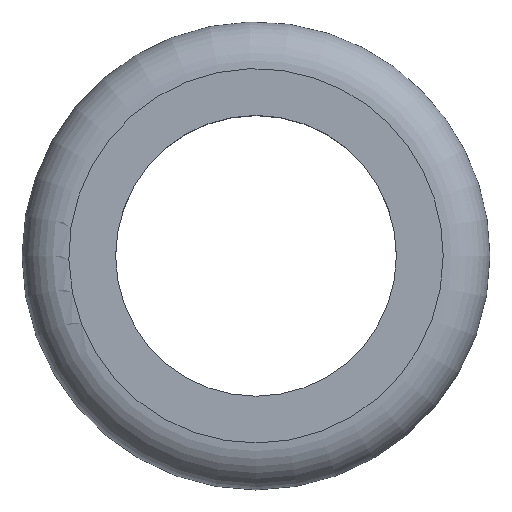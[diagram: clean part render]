
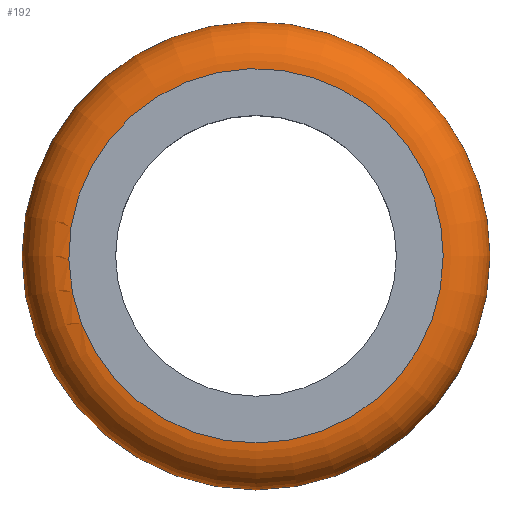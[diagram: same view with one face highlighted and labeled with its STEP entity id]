
A CAD part, top view. The second image highlights one B-rep face of the part: STEP entity #192.
In plain terms, the highlighted toroidal (fillet/blend) face has major radius 20 mm and minor radius 5 mm.
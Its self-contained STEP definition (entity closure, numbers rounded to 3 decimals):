
#86=CARTESIAN_POINT('',(25.,0.,-5.));
#87=VERTEX_POINT('',#86);
#88=CARTESIAN_POINT('',(-25.,0.,-5.));
#89=VERTEX_POINT('',#88);
#90=CARTESIAN_POINT('',(0.,0.,-5.));
#91=DIRECTION('',(1.,0.,0.));
#92=DIRECTION('',(-0.,0.,-1.));
#93=AXIS2_PLACEMENT_3D('',#90,#92,#91);
#94=CIRCLE('',#93,25.);
#95=EDGE_CURVE('',#87,#89,#94,.T.);
#107=CARTESIAN_POINT('',(7.725,23.776,-5.));
#108=VERTEX_POINT('',#107);
#109=CARTESIAN_POINT('',(0.,0.,-5.));
#110=DIRECTION('',(-1.,0.,0.));
#111=DIRECTION('',(0.,0.,-1.));
#112=AXIS2_PLACEMENT_3D('',#109,#111,#110);
#113=CIRCLE('',#112,25.);
#114=EDGE_CURVE('',#89,#108,#113,.T.);
#116=CARTESIAN_POINT('',(0.,0.,-5.));
#117=DIRECTION('',(0.309,0.951,0.));
#118=DIRECTION('',(0.,0.,-1.));
#119=AXIS2_PLACEMENT_3D('',#116,#118,#117);
#120=CIRCLE('',#119,25.);
#121=EDGE_CURVE('',#108,#87,#120,.T.);
#156=CARTESIAN_POINT('',(0.,0.,-5.));
#157=DIRECTION('',(0.309,0.951,0.));
#158=DIRECTION('',(0.,-0.,1.));
#159=AXIS2_PLACEMENT_3D('',#156,#158,#157);
#160=TOROIDAL_SURFACE('',#159,20.,5.);
#161=CARTESIAN_POINT('',(20.,0.,0.));
#162=VERTEX_POINT('',#161);
#163=CARTESIAN_POINT('',(6.18,19.021,0.));
#164=VERTEX_POINT('',#163);
#165=CARTESIAN_POINT('',(0.,0.,0.));
#166=DIRECTION('',(1.,0.,0.));
#167=DIRECTION('',(0.,0.,-1.));
#168=AXIS2_PLACEMENT_3D('',#165,#167,#166);
#169=CIRCLE('',#168,20.);
#170=EDGE_CURVE('',#162,#164,#169,.T.);
#171=ORIENTED_EDGE('E13',*,*,#170,.T.);
#172=CARTESIAN_POINT('',(6.18,19.021,-5.));
#173=DIRECTION('',(0.,0.,1.));
#174=DIRECTION('',(-0.951,0.309,0.));
#175=AXIS2_PLACEMENT_3D('',#172,#174,#173);
#176=CIRCLE('',#175,5.);
#177=EDGE_CURVE('',#164,#108,#176,.T.);
#178=ORIENTED_EDGE('E14',*,*,#177,.T.);
#179=ORIENTED_EDGE('E14',*,*,#114,.F.);
#180=ORIENTED_EDGE('E14',*,*,#95,.F.);
#181=ORIENTED_EDGE('E14',*,*,#121,.F.);
#182=ORIENTED_EDGE('E14',*,*,#177,.F.);
#183=CARTESIAN_POINT('',(0.,0.,0.));
#184=DIRECTION('',(0.309,0.951,0.));
#185=DIRECTION('',(0.,-0.,-1.));
#186=AXIS2_PLACEMENT_3D('',#183,#185,#184);
#187=CIRCLE('',#186,20.);
#188=EDGE_CURVE('',#164,#162,#187,.T.);
#189=ORIENTED_EDGE('E15',*,*,#188,.T.);
#190=EDGE_LOOP('',(#171,#178,#179,#180,#181,#182,#189));
#191=FACE_OUTER_BOUND('',#190,.T.);
#192=ADVANCED_FACE('F4',(#191),#160,.T.);
